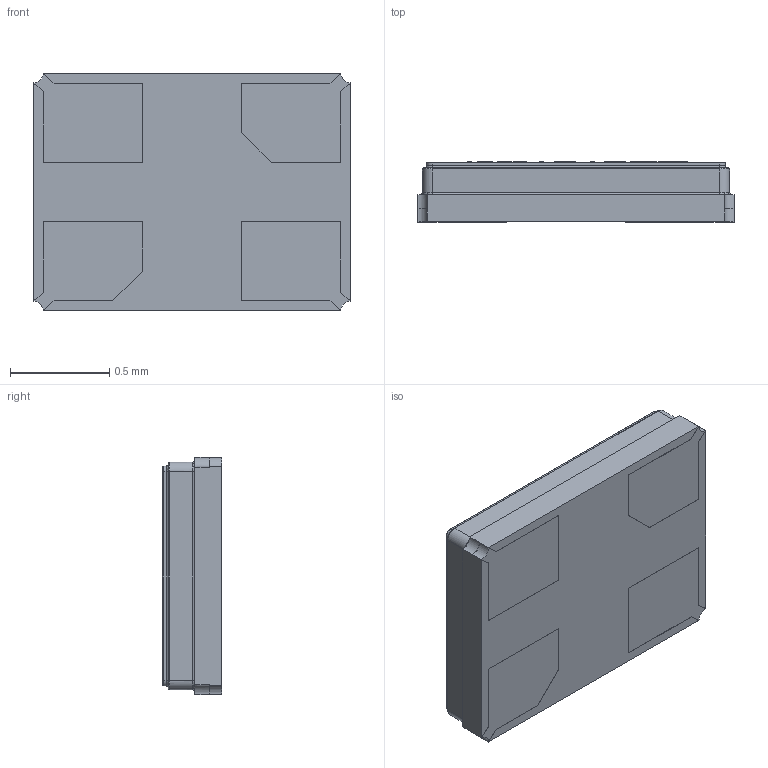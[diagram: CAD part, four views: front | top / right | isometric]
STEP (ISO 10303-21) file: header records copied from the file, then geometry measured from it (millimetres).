
FILE_DESCRIPTION (( 'STEP AP214' ), '1' );
FILE_NAME ('FAC7A578-1E70-465F-A6B4-7F6687086FE5.STEP', '2023-04-12T10:23:14', ( '' ), ( '' ), 'SwSTEP 2.0', 'SolidWorks 2022', '' );
FILE_SCHEMA (( 'AUTOMOTIVE_DESIGN' ));
Length unit declared in the file: millimetre
Products named in the file (1): FAC7A578-1E70-465F-A6B4-7F6687086FE5
Bounding box: 1.6 x 0.3 x 1.2 mm (x, y, z)
Volume: 0.5 mm3; surface area: 5.4 mm2
Topology: 1 solids, 1 shells, 215 faces, 551 edges, 349 vertices
Faces by surface type: plane 113, bspline 70, cylinder 32
Entity records: 10217 total; most frequent: CARTESIAN_POINT 4161, ORIENTED_EDGE 1102, DIRECTION 811, EDGE_CURVE 551, LINE 351, VECTOR 351, VERTEX_POINT 349, AXIS2_PLACEMENT_3D 230
